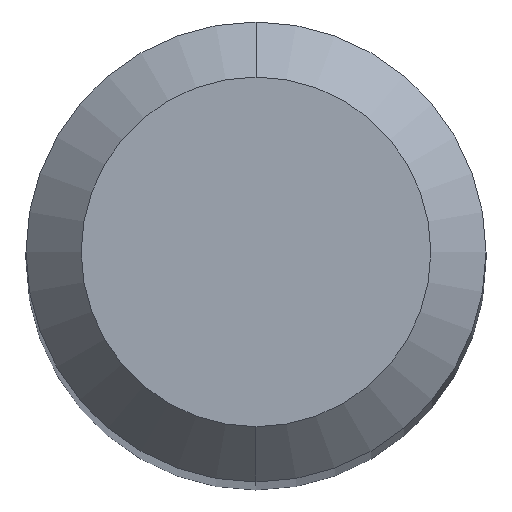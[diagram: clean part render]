
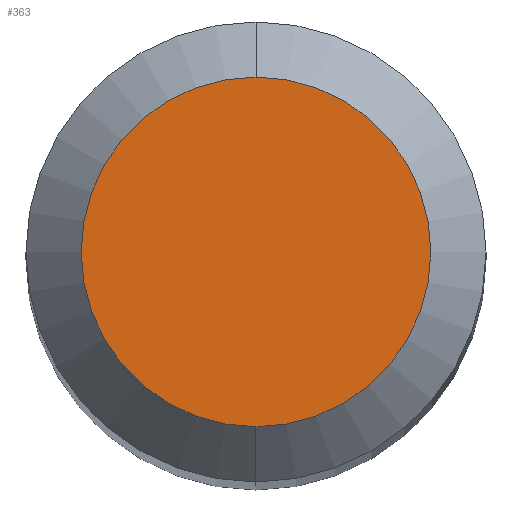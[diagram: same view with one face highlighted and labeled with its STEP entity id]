
A CAD part, top view. The second image highlights one B-rep face of the part: STEP entity #363.
In plain terms, the highlighted planar face has unit normal (0, 0, 1).
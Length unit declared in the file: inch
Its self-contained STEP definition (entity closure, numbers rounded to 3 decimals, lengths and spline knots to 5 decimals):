
#11 = CIRCLE ( 'NONE', #485, 0.0475 ) ;
#13 = DIRECTION ( 'NONE',  ( 0., 0., -1. ) ) ;
#89 = CARTESIAN_POINT ( 'NONE',  ( 0., 0.0475, 0. ) ) ;
#104 = DIRECTION ( 'NONE',  ( 0., -1., 0. ) ) ;
#168 = DIRECTION ( 'NONE',  ( 0., 0., 1. ) ) ;
#242 = CIRCLE ( 'NONE', #308, 0.0475 ) ;
#283 = ORIENTED_EDGE ( 'NONE', *, *, #385, .T. ) ;
#287 = FACE_OUTER_BOUND ( 'NONE', #312, .T. ) ;
#292 = PLANE ( 'NONE',  #480 ) ;
#308 = AXIS2_PLACEMENT_3D ( 'NONE', #490, #452, #104 ) ;
#312 = EDGE_LOOP ( 'NONE', ( #343, #283 ) ) ;
#330 = DIRECTION ( 'NONE',  ( 0., -1., 0. ) ) ;
#343 = ORIENTED_EDGE ( 'NONE', *, *, #411, .T. ) ;
#352 = VERTEX_POINT ( 'NONE', #89 ) ;
#363 = ADVANCED_FACE ( 'NONE', ( #287 ), #292, .F. ) ;
#364 = CARTESIAN_POINT ( 'NONE',  ( 0., 0., 0. ) ) ;
#385 = EDGE_CURVE ( 'NONE', #503, #352, #11, .T. ) ;
#411 = EDGE_CURVE ( 'NONE', #352, #503, #242, .T. ) ;
#441 = CARTESIAN_POINT ( 'NONE',  ( 0., 0.0475, 0. ) ) ;
#448 = CARTESIAN_POINT ( 'NONE',  ( 0., -0.0475, 0. ) ) ;
#452 = DIRECTION ( 'NONE',  ( 0., 0., 1. ) ) ;
#480 = AXIS2_PLACEMENT_3D ( 'NONE', #441, #13, #481 ) ;
#481 = DIRECTION ( 'NONE',  ( 0., 1., 0. ) ) ;
#485 = AXIS2_PLACEMENT_3D ( 'NONE', #364, #168, #330 ) ;
#490 = CARTESIAN_POINT ( 'NONE',  ( 0., 0., 0. ) ) ;
#503 = VERTEX_POINT ( 'NONE', #448 ) ;
